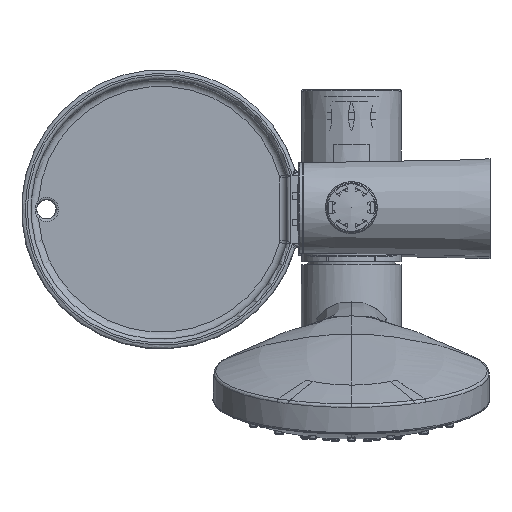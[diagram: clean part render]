
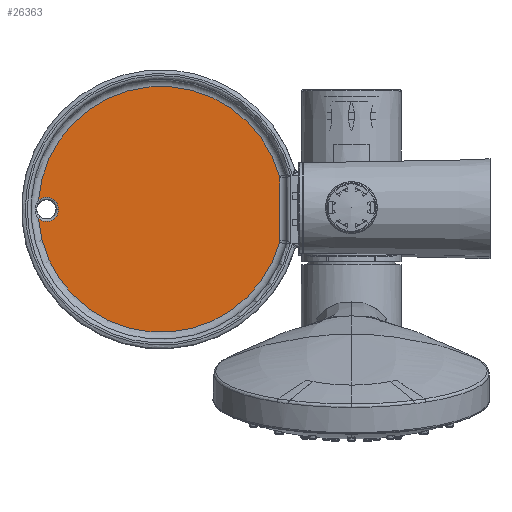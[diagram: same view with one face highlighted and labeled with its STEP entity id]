
A CAD part, top view. The second image highlights one B-rep face of the part: STEP entity #26363.
In plain terms, the highlighted planar face has unit normal (0, 0, 1).
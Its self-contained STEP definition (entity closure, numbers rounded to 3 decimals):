
#3098=LINE('',#47565,#4280);
#4280=VECTOR('',#32154,24.944);
#5995=FACE_OUTER_BOUND('',#7653,.T.);
#7653=EDGE_LOOP('',(#19205,#19206,#19207,#19208,#19209,#19210,#19211));
#9528=CIRCLE('',#28482,48.8);
#9531=CIRCLE('',#28485,48.8);
#9534=CIRCLE('',#28488,4.8);
#9537=CIRCLE('',#28492,4.8);
#9538=CIRCLE('',#28493,2.2);
#9539=CIRCLE('',#28494,2.2);
#11243=VERTEX_POINT('',#47242);
#11247=VERTEX_POINT('',#47316);
#11248=VERTEX_POINT('',#47331);
#11249=VERTEX_POINT('',#47334);
#11252=VERTEX_POINT('',#47555);
#11254=VERTEX_POINT('',#47562);
#11255=VERTEX_POINT('',#47564);
#14234=EDGE_CURVE('',#11248,#11247,#9528,.T.);
#14237=EDGE_CURVE('',#11243,#11249,#9531,.T.);
#14241=EDGE_CURVE('',#11252,#11243,#9534,.T.);
#14244=EDGE_CURVE('',#11247,#11252,#9537,.T.);
#14245=EDGE_CURVE('',#11249,#11254,#9538,.T.);
#14246=EDGE_CURVE('',#11254,#11255,#3098,.T.);
#14247=EDGE_CURVE('',#11255,#11248,#9539,.T.);
#19205=ORIENTED_EDGE('',*,*,#14244,.T.);
#19206=ORIENTED_EDGE('',*,*,#14241,.T.);
#19207=ORIENTED_EDGE('',*,*,#14237,.T.);
#19208=ORIENTED_EDGE('',*,*,#14245,.T.);
#19209=ORIENTED_EDGE('',*,*,#14246,.T.);
#19210=ORIENTED_EDGE('',*,*,#14247,.T.);
#19211=ORIENTED_EDGE('',*,*,#14234,.T.);
#25776=PLANE('',#28491);
#26363=ADVANCED_FACE('',(#5995),#25776,.F.);
#28482=AXIS2_PLACEMENT_3D('',#47332,#32130,#32131);
#28485=AXIS2_PLACEMENT_3D('',#47336,#32136,#32137);
#28488=AXIS2_PLACEMENT_3D('',#47556,#32142,#32143);
#28491=AXIS2_PLACEMENT_3D('',#47560,#32148,#32149);
#28492=AXIS2_PLACEMENT_3D('',#47561,#32150,#32151);
#28493=AXIS2_PLACEMENT_3D('',#47563,#32152,#32153);
#28494=AXIS2_PLACEMENT_3D('',#47566,#32155,#32156);
#32130=DIRECTION('center_axis',(0.,0.,1.));
#32131=DIRECTION('ref_axis',(-0.964,-0.268,0.));
#32136=DIRECTION('center_axis',(0.,0.,1.));
#32137=DIRECTION('ref_axis',(0.997,0.074,0.));
#32142=DIRECTION('center_axis',(0.,0.,
-1.));
#32143=DIRECTION('ref_axis',(0.66,0.752,0.));
#32148=DIRECTION('center_axis',(0.,0.,-1.));
#32149=DIRECTION('ref_axis',(-1.,0.,0.));
#32150=DIRECTION('center_axis',(0.,0.,-1.));
#32151=DIRECTION('ref_axis',(-1.,0.,0.));
#32152=DIRECTION('center_axis',(0.,0.,1.));
#32153=DIRECTION('ref_axis',(-0.964,0.268,0.));
#32154=DIRECTION('',(0.,-1.,0.));
#32155=DIRECTION('center_axis',(0.,0.,1.));
#32156=DIRECTION('ref_axis',(-1.,0.,0.));
#47242=CARTESIAN_POINT('',(48.666,13.107,-198.1));
#47316=CARTESIAN_POINT('',(48.666,5.893,-198.1));
#47331=CARTESIAN_POINT('',(-47.02,-3.561,-198.1));
#47332=CARTESIAN_POINT('Origin',(0.,9.5,-198.1));
#47334=CARTESIAN_POINT('',(-47.02,22.561,-198.1));
#47336=CARTESIAN_POINT('Origin',(0.,9.5,-198.1));
#47555=CARTESIAN_POINT('',(40.7,9.5,-198.1));
#47556=CARTESIAN_POINT('Origin',(45.5,9.5,-198.1));
#47560=CARTESIAN_POINT('Origin',(0.,9.5,-198.1));
#47561=CARTESIAN_POINT('Origin',(45.5,9.5,-198.1));
#47562=CARTESIAN_POINT('',(-47.1,21.972,-198.1));
#47563=CARTESIAN_POINT('Origin',(-44.9,21.972,-198.1));
#47564=CARTESIAN_POINT('',(-47.1,-2.972,-198.1));
#47565=CARTESIAN_POINT('',(-47.1,21.972,-198.1));
#47566=CARTESIAN_POINT('Origin',(-44.9,-2.972,-198.1));
